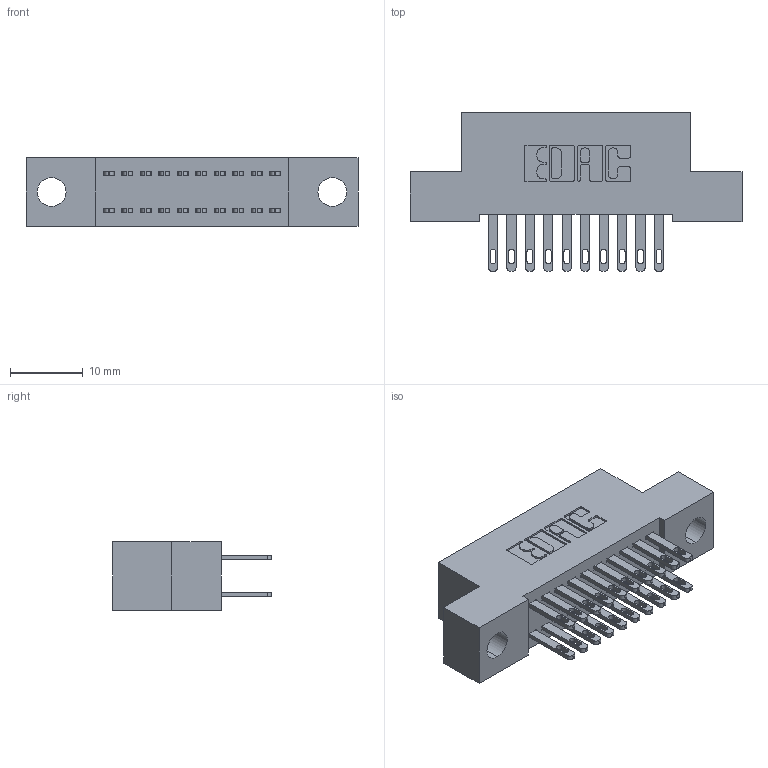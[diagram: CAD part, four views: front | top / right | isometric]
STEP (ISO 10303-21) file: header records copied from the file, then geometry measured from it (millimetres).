
FILE_DESCRIPTION (( 'STEP AP203' ), '1' );
FILE_NAME ('342-020-500-204.STEP', '2019-10-01T20:49:05', ( '' ), ( '' ), 'SwSTEP 2.0', 'SolidWorks 2016', '' );
FILE_SCHEMA (( 'CONFIG_CONTROL_DESIGN' ));
Length unit declared in the file: inch
Products named in the file (3): 342 Part_.156 TH; 345-292-001_345-293-100; 342-020-500-204
Assembly tree (21 placements, depth 2):
  342-020-500-204
    342 Part_.156 TH
    345-292-001_345-293-100  x20
Bounding box: 45.72 x 21.85 x 9.4 mm (x, y, z)
Volume: 3930.6 mm3; surface area: 5625.2 mm2
Topology: 21 solids, 21 shells, 1070 faces, 3239 edges, 2158 vertices
Faces by surface type: plane 666, cylinder 404
Entity records: 10373 total; most frequent: CARTESIAN_POINT 1754, ORIENTED_EDGE 1690, DIRECTION 1557, EDGE_CURVE 845, LINE 713, VECTOR 713, VERTEX_POINT 562, AXIS2_PLACEMENT_3D 422
